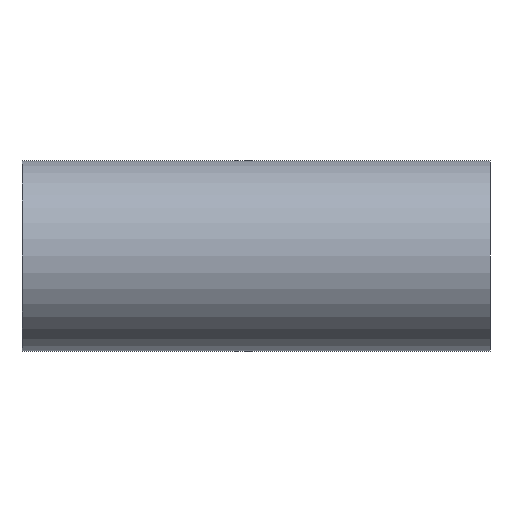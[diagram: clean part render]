
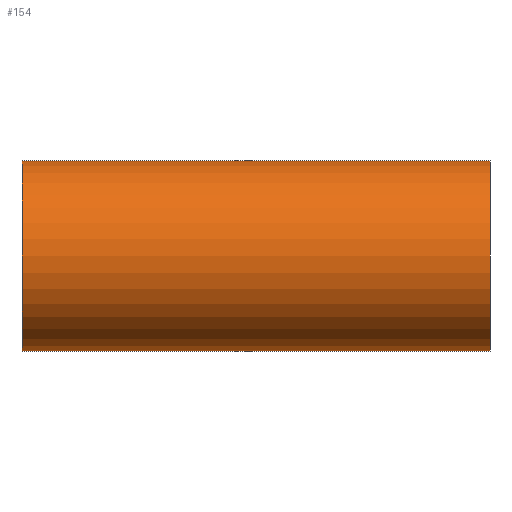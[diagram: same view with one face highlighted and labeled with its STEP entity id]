
A CAD part, front view. The second image highlights one B-rep face of the part: STEP entity #154.
In plain terms, the highlighted cylindrical face has radius 11.2 mm (diameter 22.4 mm), a partial arc.
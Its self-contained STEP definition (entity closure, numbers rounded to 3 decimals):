
#3 = EDGE_CURVE ( 'NONE', #149, #134, #46, .T. ) ;
#7 = FACE_OUTER_BOUND ( 'NONE', #127, .T. ) ;
#17 = CARTESIAN_POINT ( 'NONE',  ( -27.5, 0., 11.2 ) ) ;
#18 = LINE ( 'NONE', #92, #146 ) ;
#35 = CARTESIAN_POINT ( 'NONE',  ( -27.5, 0., -11.2 ) ) ;
#37 = DIRECTION ( 'NONE',  ( 0., 0., 1. ) ) ;
#38 = CIRCLE ( 'NONE', #98, 11.2 ) ;
#44 = DIRECTION ( 'NONE',  ( -1., 0., 0. ) ) ;
#46 = LINE ( 'NONE', #136, #117 ) ;
#51 = CIRCLE ( 'NONE', #73, 11.2 ) ;
#60 = DIRECTION ( 'NONE',  ( -1., 0., 0. ) ) ;
#62 = DIRECTION ( 'NONE',  ( -1., 0., 0. ) ) ;
#65 = AXIS2_PLACEMENT_3D ( 'NONE', #91, #60, #37 ) ;
#67 = ORIENTED_EDGE ( 'NONE', *, *, #93, .T. ) ;
#70 = ORIENTED_EDGE ( 'NONE', *, *, #174, .F. ) ;
#73 = AXIS2_PLACEMENT_3D ( 'NONE', #192, #141, #137 ) ;
#90 = DIRECTION ( 'NONE',  ( -1., 0., 0. ) ) ;
#91 = CARTESIAN_POINT ( 'NONE',  ( -27.5, 0., 0. ) ) ;
#92 = CARTESIAN_POINT ( 'NONE',  ( -27.5, 0., -11.2 ) ) ;
#93 = EDGE_CURVE ( 'NONE', #132, #149, #51, .T. ) ;
#98 = AXIS2_PLACEMENT_3D ( 'NONE', #172, #90, #190 ) ;
#103 = CYLINDRICAL_SURFACE ( 'NONE', #65, 11.2 ) ;
#117 = VECTOR ( 'NONE', #44, 1000. ) ;
#125 = ORIENTED_EDGE ( 'NONE', *, *, #147, .F. ) ;
#127 = EDGE_LOOP ( 'NONE', ( #125, #67, #198, #70 ) ) ;
#132 = VERTEX_POINT ( 'NONE', #142 ) ;
#134 = VERTEX_POINT ( 'NONE', #17 ) ;
#136 = CARTESIAN_POINT ( 'NONE',  ( -27.5, 0., 11.2 ) ) ;
#137 = DIRECTION ( 'NONE',  ( 0., 0., 1. ) ) ;
#140 = CARTESIAN_POINT ( 'NONE',  ( 27.5, 0., 11.2 ) ) ;
#141 = DIRECTION ( 'NONE',  ( -1., 0., 0. ) ) ;
#142 = CARTESIAN_POINT ( 'NONE',  ( 27.5, 0., -11.2 ) ) ;
#146 = VECTOR ( 'NONE', #62, 1000. ) ;
#147 = EDGE_CURVE ( 'NONE', #132, #183, #18, .T. ) ;
#149 = VERTEX_POINT ( 'NONE', #140 ) ;
#154 = ADVANCED_FACE ( 'NONE', ( #7 ), #103, .T. ) ;
#172 = CARTESIAN_POINT ( 'NONE',  ( -27.5, 0., 0. ) ) ;
#174 = EDGE_CURVE ( 'NONE', #183, #134, #38, .T. ) ;
#183 = VERTEX_POINT ( 'NONE', #35 ) ;
#190 = DIRECTION ( 'NONE',  ( 0., 0., 1. ) ) ;
#192 = CARTESIAN_POINT ( 'NONE',  ( 27.5, 0., 0. ) ) ;
#198 = ORIENTED_EDGE ( 'NONE', *, *, #3, .T. ) ;
